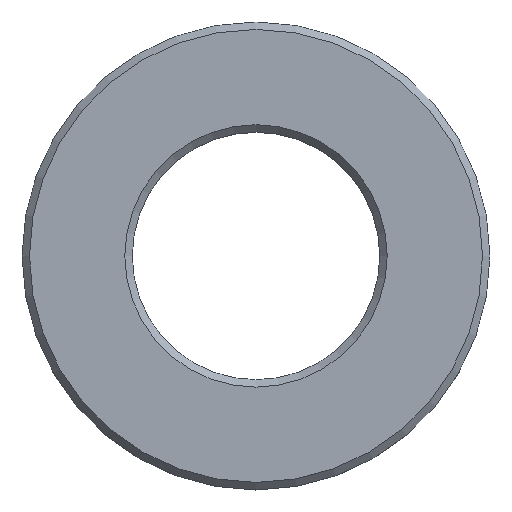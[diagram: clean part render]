
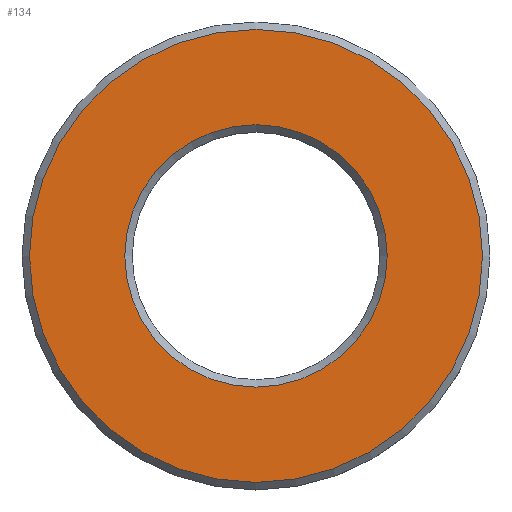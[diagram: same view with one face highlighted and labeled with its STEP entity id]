
A CAD part, top view. The second image highlights one B-rep face of the part: STEP entity #134.
In plain terms, the highlighted planar face has unit normal (0, 0, 1).
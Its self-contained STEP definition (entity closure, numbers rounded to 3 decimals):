
#19=FACE_BOUND('',#39,.T.);
#23=PLANE('',#160);
#28=FACE_OUTER_BOUND('',#38,.T.);
#38=EDGE_LOOP('',(#103));
#39=EDGE_LOOP('',(#104));
#63=CIRCLE('',#158,10.6);
#65=CIRCLE('',#161,18.3);
#73=VERTEX_POINT('',#227);
#75=VERTEX_POINT('',#233);
#83=EDGE_CURVE('',#73,#73,#63,.T.);
#86=EDGE_CURVE('',#75,#75,#65,.T.);
#103=ORIENTED_EDGE('',*,*,#86,.F.);
#104=ORIENTED_EDGE('',*,*,#83,.F.);
#134=ADVANCED_FACE('',(#28,#19),#23,.T.);
#158=AXIS2_PLACEMENT_3D('',#228,#181,#182);
#160=AXIS2_PLACEMENT_3D('',#232,#186,#187);
#161=AXIS2_PLACEMENT_3D('',#234,#188,#189);
#181=DIRECTION('center_axis',(0.,0.,1.));
#182=DIRECTION('ref_axis',(1.,0.,0.));
#186=DIRECTION('center_axis',(0.,0.,1.));
#187=DIRECTION('ref_axis',(1.,0.,0.));
#188=DIRECTION('center_axis',(0.,0.,-1.));
#189=DIRECTION('ref_axis',(1.,0.,0.));
#227=CARTESIAN_POINT('',(64.4,0.,0.));
#228=CARTESIAN_POINT('Origin',(75.,0.,0.));
#232=CARTESIAN_POINT('Origin',(75.,0.,0.));
#233=CARTESIAN_POINT('',(56.7,0.,0.));
#234=CARTESIAN_POINT('Origin',(75.,0.,0.));
